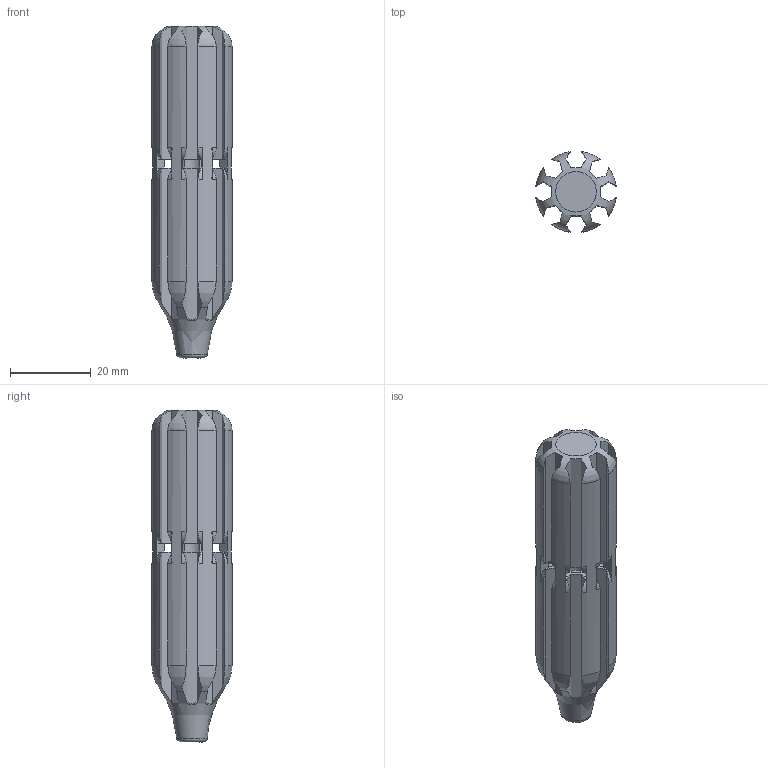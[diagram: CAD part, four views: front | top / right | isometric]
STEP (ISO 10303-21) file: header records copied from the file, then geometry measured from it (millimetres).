
FILE_DESCRIPTION(('FreeCAD Model'),'2;1');
FILE_NAME('Open CASCADE Shape Model','2022-06-08T22:14:50',(''),(''), 'Open CASCADE STEP processor 7.5','FreeCAD','Unknown');
FILE_SCHEMA(('AUTOMOTIVE_DESIGN { 1 0 10303 214 1 1 1 1 }'));
Length unit declared in the file: millimetre
Products named in the file (1): Handle
Bounding box: 19.78 x 19.78 x 82 mm (x, y, z)
Volume: 12801.1 mm3; surface area: 10575.5 mm2
Topology: 1 solids, 1 shells, 370 faces, 983 edges, 600 vertices
Faces by surface type: plane 255, bspline 41, cylinder 32, cone 32, revolution 10
Entity records: 38336 total; most frequent: CARTESIAN_POINT 20713, DIRECTION 2812, ORIENTED_EDGE 1966, PCURVE 1966, DEFINITIONAL_REPRESENTATION 1966, LINE 1460, VECTOR 1460, EDGE_CURVE 983
